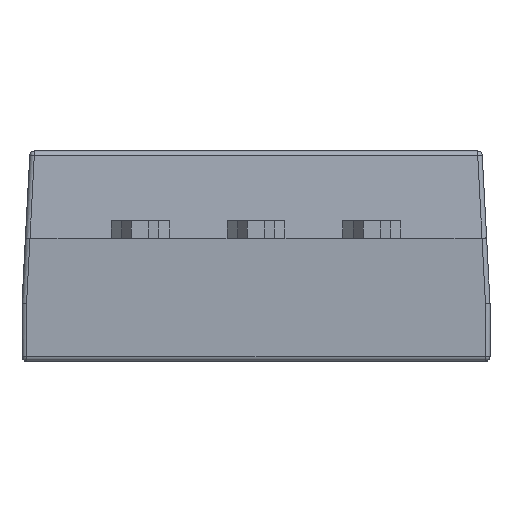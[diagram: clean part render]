
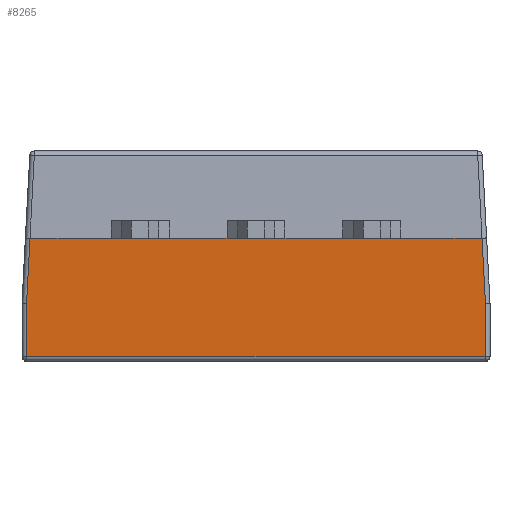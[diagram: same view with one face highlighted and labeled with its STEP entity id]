
A CAD part, front view. The second image highlights one B-rep face of the part: STEP entity #8265.
In plain terms, the highlighted planar face has unit normal (0, -0.999, -0.052).
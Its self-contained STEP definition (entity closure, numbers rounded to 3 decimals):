
#26 = PLANE ( 'NONE',  #2942 ) ;
#87 = VERTEX_POINT ( 'NONE', #8607 ) ;
#123 = VERTEX_POINT ( 'NONE', #518 ) ;
#165 = DIRECTION ( 'NONE',  ( -1., 0., 0. ) ) ;
#219 = LINE ( 'NONE', #4405, #2691 ) ;
#432 = VECTOR ( 'NONE', #10201, 1000. ) ;
#518 = CARTESIAN_POINT ( 'NONE',  ( 10.15, -8.675, -0.008 ) ) ;
#802 = LINE ( 'NONE', #9813, #4527 ) ;
#842 = CARTESIAN_POINT ( 'NONE',  ( 5.76, -8.75, 1.42 ) ) ;
#879 = CARTESIAN_POINT ( 'NONE',  ( 10.25, -8.75, 1.42 ) ) ;
#980 = VECTOR ( 'NONE', #1155, 1000. ) ;
#1155 = DIRECTION ( 'NONE',  ( -0.052, -0.052, 0.997 ) ) ;
#1176 = ORIENTED_EDGE ( 'NONE', *, *, #9318, .F. ) ;
#1178 = LINE ( 'NONE', #6812, #3073 ) ;
#1232 = CARTESIAN_POINT ( 'NONE',  ( 10.25, -8.75, 1.42 ) ) ;
#1493 = DIRECTION ( 'NONE',  ( 0., 0.999, 0.052 ) ) ;
#1539 = EDGE_CURVE ( 'NONE', #123, #6397, #1957, .T. ) ;
#1728 = CARTESIAN_POINT ( 'NONE',  ( 3.22, -8.75, 1.42 ) ) ;
#1903 = CARTESIAN_POINT ( 'NONE',  ( 0.1, -8.675, -0.008 ) ) ;
#1926 = LINE ( 'NONE', #7767, #9616 ) ;
#1939 = ORIENTED_EDGE ( 'NONE', *, *, #3299, .T. ) ;
#1957 = LINE ( 'NONE', #6035, #980 ) ;
#2057 = ORIENTED_EDGE ( 'NONE', *, *, #10624, .T. ) ;
#2358 = ORIENTED_EDGE ( 'NONE', *, *, #2389, .T. ) ;
#2389 = EDGE_CURVE ( 'NONE', #87, #6003, #1178, .T. ) ;
#2438 = VECTOR ( 'NONE', #165, 1000. ) ;
#2536 = LINE ( 'NONE', #3327, #2438 ) ;
#2691 = VECTOR ( 'NONE', #5959, 1000. ) ;
#2758 = VERTEX_POINT ( 'NONE', #1903 ) ;
#2769 = DIRECTION ( 'NONE',  ( 0., -0.052, 0.999 ) ) ;
#2942 = AXIS2_PLACEMENT_3D ( 'NONE', #10049, #1493, #5211 ) ;
#3073 = VECTOR ( 'NONE', #4453, 1000. ) ;
#3075 = EDGE_CURVE ( 'NONE', #3789, #9983, #6516, .T. ) ;
#3292 = DIRECTION ( 'NONE',  ( -1., 0., 0. ) ) ;
#3299 = EDGE_CURVE ( 'NONE', #6003, #2758, #7207, .T. ) ;
#3327 = CARTESIAN_POINT ( 'NONE',  ( 10.25, -8.75, 1.42 ) ) ;
#3398 = ORIENTED_EDGE ( 'NONE', *, *, #4789, .T. ) ;
#3612 = EDGE_CURVE ( 'NONE', #8146, #9471, #219, .T. ) ;
#3645 = CARTESIAN_POINT ( 'NONE',  ( 10.25, -8.75, 1.42 ) ) ;
#3705 = ORIENTED_EDGE ( 'NONE', *, *, #10441, .T. ) ;
#3789 = VERTEX_POINT ( 'NONE', #8252 ) ;
#3834 = VECTOR ( 'NONE', #2769, 1000. ) ;
#3873 = DIRECTION ( 'NONE',  ( -0.052, 0.052, -0.997 ) ) ;
#3976 = CARTESIAN_POINT ( 'NONE',  ( 0.175, -8.75, 1.42 ) ) ;
#4218 = CARTESIAN_POINT ( 'NONE',  ( 10.15, -8.614, -1.175 ) ) ;
#4405 = CARTESIAN_POINT ( 'NONE',  ( 10.25, -8.75, 1.42 ) ) ;
#4453 = DIRECTION ( 'NONE',  ( -1., 0., 0. ) ) ;
#4502 = ORIENTED_EDGE ( 'NONE', *, *, #1539, .T. ) ;
#4527 = VECTOR ( 'NONE', #10622, 1000. ) ;
#4789 = EDGE_CURVE ( 'NONE', #9471, #5668, #7775, .T. ) ;
#5038 = LINE ( 'NONE', #7404, #3834 ) ;
#5203 = LINE ( 'NONE', #3645, #432 ) ;
#5211 = DIRECTION ( 'NONE',  ( 0., -0.052, 0.999 ) ) ;
#5668 = VERTEX_POINT ( 'NONE', #1728 ) ;
#5802 = CARTESIAN_POINT ( 'NONE',  ( 0.1, -8.614, -1.175 ) ) ;
#5907 = DIRECTION ( 'NONE',  ( -1., 0., 0. ) ) ;
#5959 = DIRECTION ( 'NONE',  ( -1., 0., 0. ) ) ;
#6002 = ORIENTED_EDGE ( 'NONE', *, *, #7433, .T. ) ;
#6003 = VERTEX_POINT ( 'NONE', #3976 ) ;
#6035 = CARTESIAN_POINT ( 'NONE',  ( 10.076, -8.75, 1.411 ) ) ;
#6260 = CARTESIAN_POINT ( 'NONE',  ( 10.25, -8.614, -1.175 ) ) ;
#6394 = CARTESIAN_POINT ( 'NONE',  ( 0.202, -8.778, 1.945 ) ) ;
#6397 = VERTEX_POINT ( 'NONE', #8184 ) ;
#6516 = LINE ( 'NONE', #879, #8921 ) ;
#6812 = CARTESIAN_POINT ( 'NONE',  ( 10.25, -8.75, 1.42 ) ) ;
#6990 = ORIENTED_EDGE ( 'NONE', *, *, #8683, .T. ) ;
#7207 = LINE ( 'NONE', #6394, #10591 ) ;
#7307 = ORIENTED_EDGE ( 'NONE', *, *, #3612, .T. ) ;
#7384 = FACE_OUTER_BOUND ( 'NONE', #7891, .T. ) ;
#7404 = CARTESIAN_POINT ( 'NONE',  ( 10.15, -8.75, 1.42 ) ) ;
#7433 = EDGE_CURVE ( 'NONE', #6397, #3789, #1926, .T. ) ;
#7594 = CARTESIAN_POINT ( 'NONE',  ( 4.49, -8.75, 1.42 ) ) ;
#7767 = CARTESIAN_POINT ( 'NONE',  ( 10.25, -8.75, 1.42 ) ) ;
#7775 = LINE ( 'NONE', #1232, #10245 ) ;
#7866 = DIRECTION ( 'NONE',  ( -1., 0., 0. ) ) ;
#7891 = EDGE_LOOP ( 'NONE', ( #1176, #2057, #4502, #6002, #8193, #6990, #7307, #3398, #3705, #2358, #1939, #10390 ) ) ;
#8146 = VERTEX_POINT ( 'NONE', #842 ) ;
#8184 = CARTESIAN_POINT ( 'NONE',  ( 10.075, -8.75, 1.42 ) ) ;
#8193 = ORIENTED_EDGE ( 'NONE', *, *, #3075, .T. ) ;
#8252 = CARTESIAN_POINT ( 'NONE',  ( 8.3, -8.75, 1.42 ) ) ;
#8265 = ADVANCED_FACE ( 'NONE', ( #7384 ), #26, .F. ) ;
#8391 = CARTESIAN_POINT ( 'NONE',  ( 7.03, -8.75, 1.42 ) ) ;
#8418 = DIRECTION ( 'NONE',  ( -1., 0., 0. ) ) ;
#8607 = CARTESIAN_POINT ( 'NONE',  ( 1.95, -8.75, 1.42 ) ) ;
#8683 = EDGE_CURVE ( 'NONE', #9983, #8146, #2536, .T. ) ;
#8921 = VECTOR ( 'NONE', #3292, 1000. ) ;
#9140 = EDGE_CURVE ( 'NONE', #2758, #10230, #802, .T. ) ;
#9173 = VECTOR ( 'NONE', #7866, 1000. ) ;
#9318 = EDGE_CURVE ( 'NONE', #9585, #10230, #10231, .T. ) ;
#9471 = VERTEX_POINT ( 'NONE', #7594 ) ;
#9585 = VERTEX_POINT ( 'NONE', #4218 ) ;
#9616 = VECTOR ( 'NONE', #8418, 1000. ) ;
#9813 = CARTESIAN_POINT ( 'NONE',  ( 0.1, -8.614, -1.175 ) ) ;
#9983 = VERTEX_POINT ( 'NONE', #8391 ) ;
#10049 = CARTESIAN_POINT ( 'NONE',  ( 10.25, -8.75, 1.42 ) ) ;
#10201 = DIRECTION ( 'NONE',  ( -1., 0., 0. ) ) ;
#10230 = VERTEX_POINT ( 'NONE', #5802 ) ;
#10231 = LINE ( 'NONE', #6260, #9173 ) ;
#10245 = VECTOR ( 'NONE', #5907, 1000. ) ;
#10390 = ORIENTED_EDGE ( 'NONE', *, *, #9140, .T. ) ;
#10441 = EDGE_CURVE ( 'NONE', #5668, #87, #5203, .T. ) ;
#10591 = VECTOR ( 'NONE', #3873, 1000. ) ;
#10622 = DIRECTION ( 'NONE',  ( 0., 0.052, -0.999 ) ) ;
#10624 = EDGE_CURVE ( 'NONE', #9585, #123, #5038, .T. ) ;
